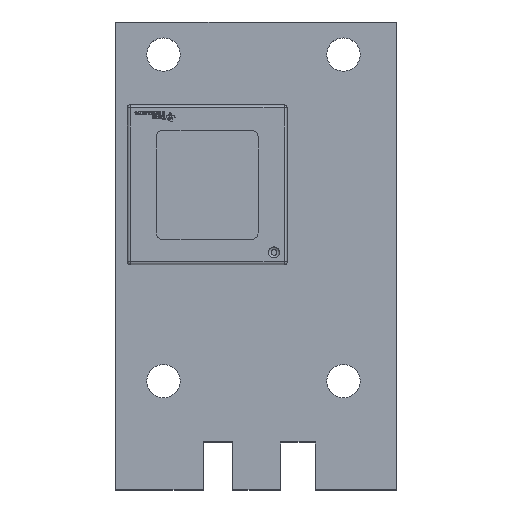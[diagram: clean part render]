
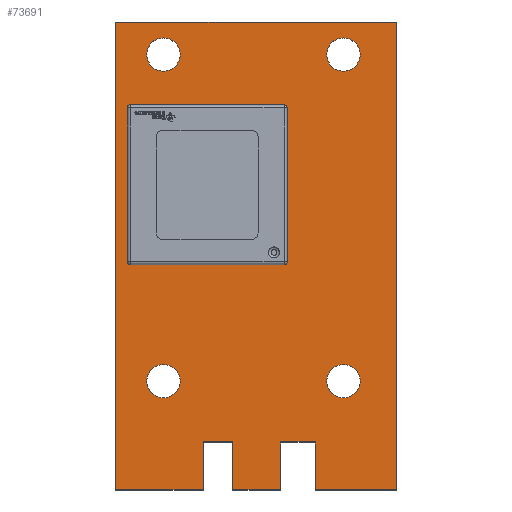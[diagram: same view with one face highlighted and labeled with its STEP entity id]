
A CAD part, top view. The second image highlights one B-rep face of the part: STEP entity #73691.
In plain terms, the highlighted planar face has unit normal (0, 0, 1).
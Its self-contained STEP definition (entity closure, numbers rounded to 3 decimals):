
#73463 = VERTEX_POINT('',#73464);
#73464 = CARTESIAN_POINT('',(21.1,0.,1.6));
#73470 = EDGE_CURVE('',#73463,#73471,#73473,.T.);
#73471 = VERTEX_POINT('',#73472);
#73472 = CARTESIAN_POINT('',(15.,0.,1.6));
#73473 = LINE('',#73474,#73475);
#73474 = CARTESIAN_POINT('',(21.1,0.,1.6));
#73475 = VECTOR('',#73476,1.);
#73476 = DIRECTION('',(-1.,0.,0.));
#73503 = VERTEX_POINT('',#73504);
#73504 = CARTESIAN_POINT('',(21.1,35.1,1.6));
#73510 = EDGE_CURVE('',#73503,#73463,#73511,.T.);
#73511 = LINE('',#73512,#73513);
#73512 = CARTESIAN_POINT('',(21.1,35.1,1.6));
#73513 = VECTOR('',#73514,1.);
#73514 = DIRECTION('',(0.,-1.,0.));
#73532 = EDGE_CURVE('',#73471,#73533,#73535,.T.);
#73533 = VERTEX_POINT('',#73534);
#73534 = CARTESIAN_POINT('',(15.,3.6,1.6));
#73535 = LINE('',#73536,#73537);
#73536 = CARTESIAN_POINT('',(15.,0.,1.6));
#73537 = VECTOR('',#73538,1.);
#73538 = DIRECTION('',(0.,1.,0.));
#73691 = ADVANCED_FACE('',(#73692,#73775,#73786,#73797,#73808),#73819,
  .F.);
#73692 = FACE_BOUND('',#73693,.F.);
#73693 = EDGE_LOOP('',(#73694,#73695,#73696,#73704,#73712,#73720,#73728,
    #73736,#73744,#73752,#73760,#73768,#73774));
#73694 = ORIENTED_EDGE('',*,*,#73470,.T.);
#73695 = ORIENTED_EDGE('',*,*,#73532,.T.);
#73696 = ORIENTED_EDGE('',*,*,#73697,.T.);
#73697 = EDGE_CURVE('',#73533,#73698,#73700,.T.);
#73698 = VERTEX_POINT('',#73699);
#73699 = CARTESIAN_POINT('',(12.4,3.6,1.6));
#73700 = LINE('',#73701,#73702);
#73701 = CARTESIAN_POINT('',(15.,3.6,1.6));
#73702 = VECTOR('',#73703,1.);
#73703 = DIRECTION('',(-1.,0.,0.));
#73704 = ORIENTED_EDGE('',*,*,#73705,.T.);
#73705 = EDGE_CURVE('',#73698,#73706,#73708,.T.);
#73706 = VERTEX_POINT('',#73707);
#73707 = CARTESIAN_POINT('',(12.4,0.,1.6));
#73708 = LINE('',#73709,#73710);
#73709 = CARTESIAN_POINT('',(12.4,3.6,1.6));
#73710 = VECTOR('',#73711,1.);
#73711 = DIRECTION('',(0.,-1.,0.));
#73712 = ORIENTED_EDGE('',*,*,#73713,.T.);
#73713 = EDGE_CURVE('',#73706,#73714,#73716,.T.);
#73714 = VERTEX_POINT('',#73715);
#73715 = CARTESIAN_POINT('',(8.8,0.,1.6));
#73716 = LINE('',#73717,#73718);
#73717 = CARTESIAN_POINT('',(12.4,0.,1.6));
#73718 = VECTOR('',#73719,1.);
#73719 = DIRECTION('',(-1.,0.,0.));
#73720 = ORIENTED_EDGE('',*,*,#73721,.T.);
#73721 = EDGE_CURVE('',#73714,#73722,#73724,.T.);
#73722 = VERTEX_POINT('',#73723);
#73723 = CARTESIAN_POINT('',(8.8,3.6,1.6));
#73724 = LINE('',#73725,#73726);
#73725 = CARTESIAN_POINT('',(8.8,0.,1.6));
#73726 = VECTOR('',#73727,1.);
#73727 = DIRECTION('',(0.,1.,0.));
#73728 = ORIENTED_EDGE('',*,*,#73729,.T.);
#73729 = EDGE_CURVE('',#73722,#73730,#73732,.T.);
#73730 = VERTEX_POINT('',#73731);
#73731 = CARTESIAN_POINT('',(6.6,3.6,1.6));
#73732 = LINE('',#73733,#73734);
#73733 = CARTESIAN_POINT('',(8.8,3.6,1.6));
#73734 = VECTOR('',#73735,1.);
#73735 = DIRECTION('',(-1.,0.,0.));
#73736 = ORIENTED_EDGE('',*,*,#73737,.T.);
#73737 = EDGE_CURVE('',#73730,#73738,#73740,.T.);
#73738 = VERTEX_POINT('',#73739);
#73739 = CARTESIAN_POINT('',(6.6,0.,1.6));
#73740 = LINE('',#73741,#73742);
#73741 = CARTESIAN_POINT('',(6.6,3.6,1.6));
#73742 = VECTOR('',#73743,1.);
#73743 = DIRECTION('',(0.,-1.,0.));
#73744 = ORIENTED_EDGE('',*,*,#73745,.T.);
#73745 = EDGE_CURVE('',#73738,#73746,#73748,.T.);
#73746 = VERTEX_POINT('',#73747);
#73747 = CARTESIAN_POINT('',(0.,0.,1.6));
#73748 = LINE('',#73749,#73750);
#73749 = CARTESIAN_POINT('',(6.6,0.,1.6));
#73750 = VECTOR('',#73751,1.);
#73751 = DIRECTION('',(-1.,0.,0.));
#73752 = ORIENTED_EDGE('',*,*,#73753,.T.);
#73753 = EDGE_CURVE('',#73746,#73754,#73756,.T.);
#73754 = VERTEX_POINT('',#73755);
#73755 = CARTESIAN_POINT('',(0.,35.1,1.6));
#73756 = LINE('',#73757,#73758);
#73757 = CARTESIAN_POINT('',(0.,0.,1.6));
#73758 = VECTOR('',#73759,1.);
#73759 = DIRECTION('',(0.,1.,0.));
#73760 = ORIENTED_EDGE('',*,*,#73761,.T.);
#73761 = EDGE_CURVE('',#73754,#73762,#73764,.T.);
#73762 = VERTEX_POINT('',#73763);
#73763 = CARTESIAN_POINT('',(0.1,35.1,1.6));
#73764 = LINE('',#73765,#73766);
#73765 = CARTESIAN_POINT('',(0.,35.1,1.6));
#73766 = VECTOR('',#73767,1.);
#73767 = DIRECTION('',(1.,0.,0.));
#73768 = ORIENTED_EDGE('',*,*,#73769,.T.);
#73769 = EDGE_CURVE('',#73762,#73503,#73770,.T.);
#73770 = LINE('',#73771,#73772);
#73771 = CARTESIAN_POINT('',(0.1,35.1,1.6));
#73772 = VECTOR('',#73773,1.);
#73773 = DIRECTION('',(1.,0.,0.));
#73774 = ORIENTED_EDGE('',*,*,#73510,.T.);
#73775 = FACE_BOUND('',#73776,.F.);
#73776 = EDGE_LOOP('',(#73777));
#73777 = ORIENTED_EDGE('',*,*,#73778,.F.);
#73778 = EDGE_CURVE('',#73779,#73779,#73781,.T.);
#73779 = VERTEX_POINT('',#73780);
#73780 = CARTESIAN_POINT('',(17.11,6.906,1.6));
#73781 = CIRCLE('',#73782,1.25);
#73782 = AXIS2_PLACEMENT_3D('',#73783,#73784,#73785);
#73783 = CARTESIAN_POINT('',(17.11,8.156,1.6));
#73784 = DIRECTION('',(-0.,0.,-1.));
#73785 = DIRECTION('',(-0.,-1.,0.));
#73786 = FACE_BOUND('',#73787,.F.);
#73787 = EDGE_LOOP('',(#73788));
#73788 = ORIENTED_EDGE('',*,*,#73789,.F.);
#73789 = EDGE_CURVE('',#73790,#73790,#73792,.T.);
#73790 = VERTEX_POINT('',#73791);
#73791 = CARTESIAN_POINT('',(3.61,6.906,1.6));
#73792 = CIRCLE('',#73793,1.25);
#73793 = AXIS2_PLACEMENT_3D('',#73794,#73795,#73796);
#73794 = CARTESIAN_POINT('',(3.61,8.156,1.6));
#73795 = DIRECTION('',(-0.,0.,-1.));
#73796 = DIRECTION('',(-0.,-1.,0.));
#73797 = FACE_BOUND('',#73798,.F.);
#73798 = EDGE_LOOP('',(#73799));
#73799 = ORIENTED_EDGE('',*,*,#73800,.F.);
#73800 = EDGE_CURVE('',#73801,#73801,#73803,.T.);
#73801 = VERTEX_POINT('',#73802);
#73802 = CARTESIAN_POINT('',(17.11,31.406,1.6));
#73803 = CIRCLE('',#73804,1.25);
#73804 = AXIS2_PLACEMENT_3D('',#73805,#73806,#73807);
#73805 = CARTESIAN_POINT('',(17.11,32.656,1.6));
#73806 = DIRECTION('',(-0.,0.,-1.));
#73807 = DIRECTION('',(-0.,-1.,0.));
#73808 = FACE_BOUND('',#73809,.F.);
#73809 = EDGE_LOOP('',(#73810));
#73810 = ORIENTED_EDGE('',*,*,#73811,.F.);
#73811 = EDGE_CURVE('',#73812,#73812,#73814,.T.);
#73812 = VERTEX_POINT('',#73813);
#73813 = CARTESIAN_POINT('',(3.61,31.406,1.6));
#73814 = CIRCLE('',#73815,1.25);
#73815 = AXIS2_PLACEMENT_3D('',#73816,#73817,#73818);
#73816 = CARTESIAN_POINT('',(3.61,32.656,1.6));
#73817 = DIRECTION('',(-0.,0.,-1.));
#73818 = DIRECTION('',(-0.,-1.,0.));
#73819 = PLANE('',#73820);
#73820 = AXIS2_PLACEMENT_3D('',#73821,#73822,#73823);
#73821 = CARTESIAN_POINT('',(10.567,15.898,1.6));
#73822 = DIRECTION('',(-0.,-0.,-1.));
#73823 = DIRECTION('',(-1.,0.,0.));
